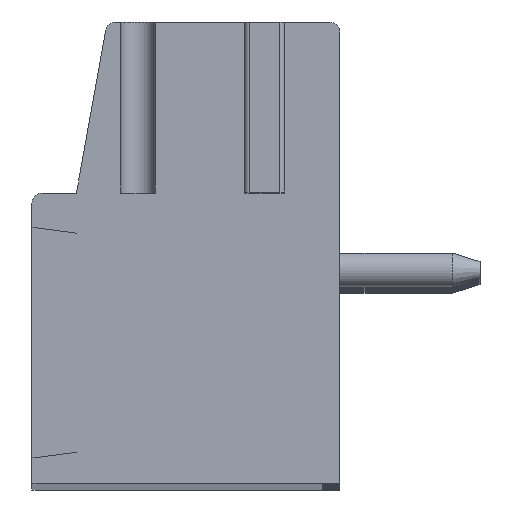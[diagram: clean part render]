
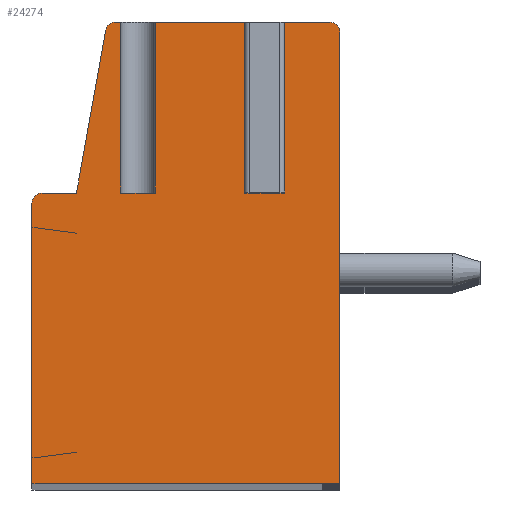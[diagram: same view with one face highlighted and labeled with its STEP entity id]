
A CAD part, top view. The second image highlights one B-rep face of the part: STEP entity #24274.
In plain terms, the highlighted planar face has unit normal (0, 0, 1).
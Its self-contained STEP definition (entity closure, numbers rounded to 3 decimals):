
#52=DIRECTION('',(1.,0.,0.));
#53=VECTOR('',#52,1.);
#54=CARTESIAN_POINT('',(-1.9,3.36,102.5));
#55=LINE('',#54,#53);
#56=DIRECTION('',(0.,1.,0.));
#57=VECTOR('',#56,5.);
#58=CARTESIAN_POINT('',(-0.9,3.36,102.5));
#59=LINE('',#58,#57);
#60=DIRECTION('',(-1.,0.,0.));
#61=VECTOR('',#60,2.8);
#62=CARTESIAN_POINT('',(1.9,8.36,102.5));
#63=LINE('',#62,#61);
#64=DIRECTION('',(0.,1.,0.));
#65=VECTOR('',#64,5.);
#66=CARTESIAN_POINT('',(1.9,3.36,102.5));
#67=LINE('',#66,#65);
#68=DIRECTION('',(1.,0.,0.));
#69=VECTOR('',#68,0.8);
#70=CARTESIAN_POINT('',(1.9,3.36,102.5));
#71=LINE('',#70,#69);
#72=DIRECTION('',(0.,1.,0.));
#73=VECTOR('',#72,5.);
#74=CARTESIAN_POINT('',(2.7,3.36,102.5));
#75=LINE('',#74,#73);
#76=DIRECTION('',(-1.,0.,0.));
#77=VECTOR('',#76,1.5);
#78=CARTESIAN_POINT('',(4.2,8.36,102.5));
#79=LINE('',#78,#77);
#80=CARTESIAN_POINT('',(4.2,8.06,102.5));
#81=DIRECTION('',(0.,0.,1.));
#82=DIRECTION('',(1.,0.,0.));
#83=AXIS2_PLACEMENT_3D('',#80,#81,#82);
#85=DIRECTION('',(0.,1.,0.));
#86=VECTOR('',#85,13.2);
#87=CARTESIAN_POINT('',(4.5,-5.14,102.5));
#88=LINE('',#87,#86);
#89=DIRECTION('',(1.,0.,0.));
#90=VECTOR('',#89,9.);
#91=CARTESIAN_POINT('',(-4.5,-5.14,102.5));
#92=LINE('',#91,#90);
#93=DIRECTION('',(0.,-1.,0.));
#94=VECTOR('',#93,8.2);
#95=CARTESIAN_POINT('',(-4.5,3.06,102.5));
#96=LINE('',#95,#94);
#97=CARTESIAN_POINT('',(-4.2,3.06,102.5));
#98=DIRECTION('',(0.,0.,1.));
#99=DIRECTION('',(0.,1.,0.));
#100=AXIS2_PLACEMENT_3D('',#97,#98,#99);
#102=DIRECTION('',(-1.,0.,0.));
#103=VECTOR('',#102,1.);
#104=CARTESIAN_POINT('',(-3.2,3.36,102.5));
#105=LINE('',#104,#103);
#106=DIRECTION('',(-0.177,-0.984,0.));
#107=VECTOR('',#106,4.829);
#108=CARTESIAN_POINT('',(-2.345,8.113,102.5));
#109=LINE('',#108,#107);
#110=CARTESIAN_POINT('',(-2.05,8.06,102.5));
#111=DIRECTION('',(0.,0.,1.));
#112=DIRECTION('',(0.,1.,0.));
#113=AXIS2_PLACEMENT_3D('',#110,#111,#112);
#115=DIRECTION('',(-1.,0.,0.));
#116=VECTOR('',#115,0.15);
#117=CARTESIAN_POINT('',(-1.9,8.36,102.5));
#118=LINE('',#117,#116);
#119=DIRECTION('',(0.,1.,0.));
#120=VECTOR('',#119,5.);
#121=CARTESIAN_POINT('',(-1.9,3.36,102.5));
#122=LINE('',#121,#120);
#18836=CARTESIAN_POINT('',(4.5,-5.14,102.5));
#18837=CARTESIAN_POINT('',(4.5,8.06,102.5));
#18838=VERTEX_POINT('',#18836);
#18839=VERTEX_POINT('',#18837);
#18840=CARTESIAN_POINT('',(4.2,8.36,102.5));
#18841=VERTEX_POINT('',#18840);
#18842=CARTESIAN_POINT('',(-2.05,8.36,102.5));
#18843=CARTESIAN_POINT('',(-2.345,8.113,102.5));
#18844=VERTEX_POINT('',#18842);
#18845=VERTEX_POINT('',#18843);
#18846=CARTESIAN_POINT('',(-3.2,3.36,102.5));
#18847=VERTEX_POINT('',#18846);
#18848=CARTESIAN_POINT('',(-4.2,3.36,102.5));
#18849=VERTEX_POINT('',#18848);
#18850=CARTESIAN_POINT('',(-4.5,3.06,102.5));
#18851=VERTEX_POINT('',#18850);
#18852=CARTESIAN_POINT('',(-4.5,-5.14,102.5));
#18853=VERTEX_POINT('',#18852);
#19141=CARTESIAN_POINT('',(1.9,3.36,102.5));
#19142=CARTESIAN_POINT('',(2.7,3.36,102.5));
#19143=VERTEX_POINT('',#19141);
#19144=VERTEX_POINT('',#19142);
#19145=CARTESIAN_POINT('',(2.7,8.36,102.5));
#19146=VERTEX_POINT('',#19145);
#19147=CARTESIAN_POINT('',(1.9,8.36,102.5));
#19148=VERTEX_POINT('',#19147);
#19169=CARTESIAN_POINT('',(-1.9,3.36,102.5));
#19170=CARTESIAN_POINT('',(-0.9,3.36,102.5));
#19171=VERTEX_POINT('',#19169);
#19172=VERTEX_POINT('',#19170);
#19173=CARTESIAN_POINT('',(-0.9,8.36,102.5));
#19174=VERTEX_POINT('',#19173);
#19175=CARTESIAN_POINT('',(-1.9,8.36,102.5));
#19176=VERTEX_POINT('',#19175);
#24233=CARTESIAN_POINT('',(0.,0.,102.5));
#24234=DIRECTION('',(0.,0.,1.));
#24235=DIRECTION('',(1.,0.,0.));
#24236=AXIS2_PLACEMENT_3D('',#24233,#24234,#24235);
#24237=PLANE('',#24236);
#24239=ORIENTED_EDGE('',*,*,#24238,.T.);
#24241=ORIENTED_EDGE('',*,*,#24240,.T.);
#24243=ORIENTED_EDGE('',*,*,#24242,.F.);
#24245=ORIENTED_EDGE('',*,*,#24244,.F.);
#24247=ORIENTED_EDGE('',*,*,#24246,.T.);
#24249=ORIENTED_EDGE('',*,*,#24248,.T.);
#24251=ORIENTED_EDGE('',*,*,#24250,.F.);
#24253=ORIENTED_EDGE('',*,*,#24252,.F.);
#24255=ORIENTED_EDGE('',*,*,#24254,.F.);
#24257=ORIENTED_EDGE('',*,*,#24256,.F.);
#24259=ORIENTED_EDGE('',*,*,#24258,.F.);
#24261=ORIENTED_EDGE('',*,*,#24260,.F.);
#24263=ORIENTED_EDGE('',*,*,#24262,.F.);
#24265=ORIENTED_EDGE('',*,*,#24264,.F.);
#24267=ORIENTED_EDGE('',*,*,#24266,.F.);
#24269=ORIENTED_EDGE('',*,*,#24268,.F.);
#24271=ORIENTED_EDGE('',*,*,#24270,.F.);
#24272=EDGE_LOOP('',(#24239,#24241,#24243,#24245,#24247,#24249,#24251,#24253,
#24255,#24257,#24259,#24261,#24263,#24265,#24267,#24269,#24271));
#24273=FACE_OUTER_BOUND('',#24272,.F.);
#84=CIRCLE('',#83,0.3);
#101=CIRCLE('',#100,0.3);
#114=CIRCLE('',#113,0.3);
#24238=EDGE_CURVE('',#19171,#19172,#55,.T.);
#24240=EDGE_CURVE('',#19172,#19174,#59,.T.);
#24242=EDGE_CURVE('',#19148,#19174,#63,.T.);
#24244=EDGE_CURVE('',#19143,#19148,#67,.T.);
#24246=EDGE_CURVE('',#19143,#19144,#71,.T.);
#24248=EDGE_CURVE('',#19144,#19146,#75,.T.);
#24250=EDGE_CURVE('',#18841,#19146,#79,.T.);
#24252=EDGE_CURVE('',#18839,#18841,#84,.T.);
#24254=EDGE_CURVE('',#18838,#18839,#88,.T.);
#24256=EDGE_CURVE('',#18853,#18838,#92,.T.);
#24258=EDGE_CURVE('',#18851,#18853,#96,.T.);
#24260=EDGE_CURVE('',#18849,#18851,#101,.T.);
#24262=EDGE_CURVE('',#18847,#18849,#105,.T.);
#24264=EDGE_CURVE('',#18845,#18847,#109,.T.);
#24266=EDGE_CURVE('',#18844,#18845,#114,.T.);
#24268=EDGE_CURVE('',#19176,#18844,#118,.T.);
#24270=EDGE_CURVE('',#19171,#19176,#122,.T.);
#24274=ADVANCED_FACE('',(#24273),#24237,.T.);
